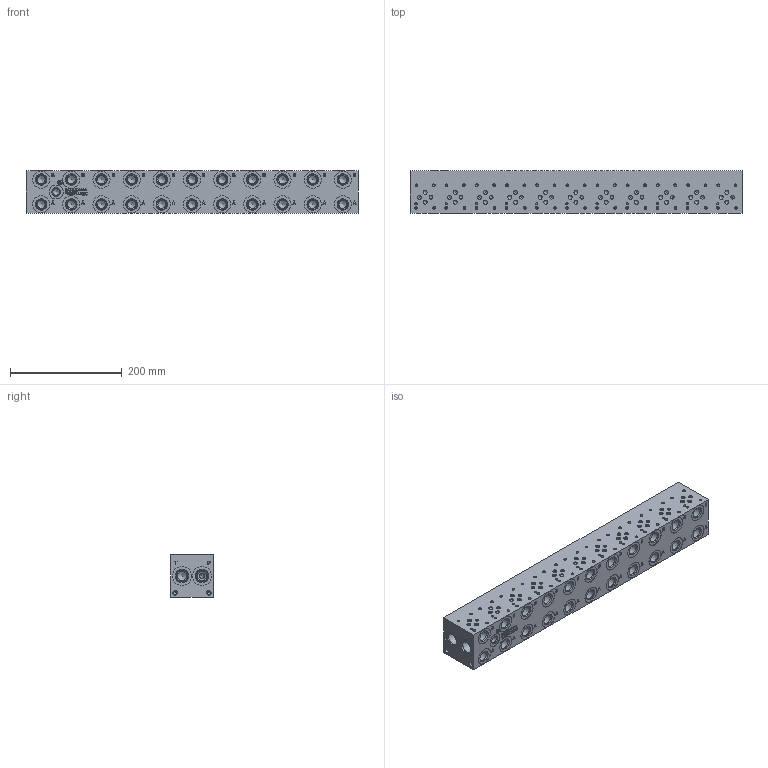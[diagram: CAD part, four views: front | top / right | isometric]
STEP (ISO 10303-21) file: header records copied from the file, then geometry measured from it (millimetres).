
FILE_DESCRIPTION(/* description */ (''),/* implementation_level */ '2;1');
FILE_NAME(/* name */ '_D03P112S_C.stp',/* time_stamp */ '2021-07-29T11:09:03-04:00',/* author */ ('anthonyv'),/* organization */ (''),/* preprocessor_version */ 'ST-DEVELOPER v18.1',/* originating_system */ 'Autodesk Inventor 2021',/* authorisation */ '');
FILE_SCHEMA (('AUTOMOTIVE_DESIGN { 1 0 10303 214 3 1 1 }'));
Length unit declared in the file: millimetre
Products named in the file (1): _D03P112S_C
Bounding box: 593.73 x 76.2 x 76.2 mm (x, y, z)
Volume: 3224211.2 mm3; surface area: 249439.8 mm2
Topology: 1 solids, 1 shells, 1480 faces, 4054 edges, 2770 vertices
Faces by surface type: plane 682, cylinder 295, bspline 284, cone 219
Full cylindrical faces by diameter (mm): 3.785 x44, 3.962 x11, 4.826 x44, 6.35 x11, 6.528 x4, 7.137 x33, 7.925 x4, 12.294 x1, 12.9 x1, 14.275 x1, 14.29 x1, 14.3 x22, 14.529 x1, 15.875 x4, 15.9 x1, 17.501 x22, 19.05 x22, 19.253 x22, 20.447 x4, 20.62 x1, 22.225 x3, 22.23 x2, 22.54 x1, 22.555 x4, 23.901 x3, 25.019 x1, 30.16 x1, 30.632 x22, 34.138 x4
Entity records: 49160 total; most frequent: CARTESIAN_POINT 11866, ORIENTED_EDGE 7846, DIRECTION 6848, EDGE_CURVE 3923, VERTEX_POINT 2770, AXIS2_PLACEMENT_3D 2296, LINE 2256, VECTOR 2256
